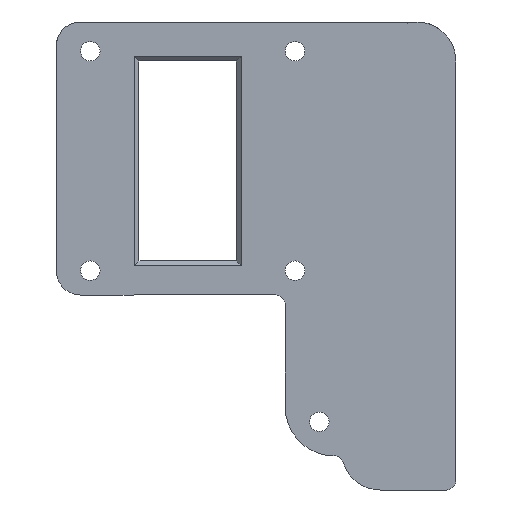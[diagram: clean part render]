
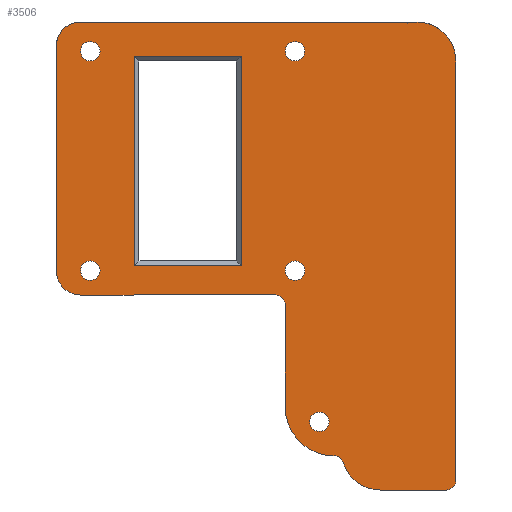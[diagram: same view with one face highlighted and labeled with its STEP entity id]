
A CAD part, front view. The second image highlights one B-rep face of the part: STEP entity #3506.
In plain terms, the highlighted planar face has unit normal (0, -1, 0).
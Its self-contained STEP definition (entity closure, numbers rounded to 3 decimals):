
#204=FACE_BOUND('',#673,.T.);
#205=FACE_BOUND('',#674,.T.);
#206=FACE_BOUND('',#675,.T.);
#207=FACE_BOUND('',#676,.T.);
#208=FACE_BOUND('',#677,.T.);
#209=FACE_BOUND('',#678,.T.);
#255=CIRCLE('',#3768,5.);
#256=CIRCLE('',#3770,2.);
#257=CIRCLE('',#3771,10.);
#258=CIRCLE('',#3772,2.);
#259=CIRCLE('',#3773,8.);
#260=CIRCLE('',#3774,2.);
#261=CIRCLE('',#3775,8.);
#262=CIRCLE('',#3776,5.);
#263=CIRCLE('',#3777,2.);
#264=CIRCLE('',#3778,2.);
#265=CIRCLE('',#3779,2.);
#266=CIRCLE('',#3780,2.);
#267=CIRCLE('',#3781,2.);
#440=FACE_OUTER_BOUND('',#672,.T.);
#672=EDGE_LOOP('',(#2431,#2432,#2433,#2434,#2435,#2436,#2437,#2438,#2439,
#2440,#2441,#2442,#2443,#2444,#2445));
#673=EDGE_LOOP('',(#2446));
#674=EDGE_LOOP('',(#2447));
#675=EDGE_LOOP('',(#2448));
#676=EDGE_LOOP('',(#2449));
#677=EDGE_LOOP('',(#2450,#2451,#2452,#2453));
#678=EDGE_LOOP('',(#2454));
#948=LINE('',#5637,#1240);
#949=LINE('',#5639,#1241);
#950=LINE('',#5643,#1242);
#951=LINE('',#5651,#1243);
#952=LINE('',#5655,#1244);
#953=LINE('',#5659,#1245);
#954=LINE('',#5662,#1246);
#955=LINE('',#5673,#1247);
#956=LINE('',#5675,#1248);
#957=LINE('',#5677,#1249);
#958=LINE('',#5678,#1250);
#1240=VECTOR('',#4267,10.);
#1241=VECTOR('',#4268,10.);
#1242=VECTOR('',#4271,10.);
#1243=VECTOR('',#4278,10.);
#1244=VECTOR('',#4281,10.);
#1245=VECTOR('',#4284,10.);
#1246=VECTOR('',#4287,10.);
#1247=VECTOR('',#4296,10.);
#1248=VECTOR('',#4297,10.);
#1249=VECTOR('',#4298,10.);
#1250=VECTOR('',#4299,10.);
#1555=VERTEX_POINT('',#5630);
#1556=VERTEX_POINT('',#5632);
#1557=VERTEX_POINT('',#5636);
#1558=VERTEX_POINT('',#5638);
#1559=VERTEX_POINT('',#5640);
#1560=VERTEX_POINT('',#5642);
#1561=VERTEX_POINT('',#5644);
#1562=VERTEX_POINT('',#5646);
#1563=VERTEX_POINT('',#5648);
#1564=VERTEX_POINT('',#5650);
#1565=VERTEX_POINT('',#5652);
#1566=VERTEX_POINT('',#5654);
#1567=VERTEX_POINT('',#5656);
#1568=VERTEX_POINT('',#5658);
#1569=VERTEX_POINT('',#5660);
#1570=VERTEX_POINT('',#5663);
#1571=VERTEX_POINT('',#5665);
#1572=VERTEX_POINT('',#5667);
#1573=VERTEX_POINT('',#5669);
#1574=VERTEX_POINT('',#5671);
#1575=VERTEX_POINT('',#5672);
#1576=VERTEX_POINT('',#5674);
#1577=VERTEX_POINT('',#5676);
#1578=VERTEX_POINT('',#5679);
#1879=EDGE_CURVE('',#1555,#1556,#255,.T.);
#1881=EDGE_CURVE('',#1555,#1557,#948,.T.);
#1882=EDGE_CURVE('',#1558,#1557,#949,.T.);
#1883=EDGE_CURVE('',#1559,#1558,#256,.T.);
#1884=EDGE_CURVE('',#1559,#1560,#950,.T.);
#1885=EDGE_CURVE('',#1561,#1560,#257,.T.);
#1886=EDGE_CURVE('',#1562,#1561,#258,.T.);
#1887=EDGE_CURVE('',#1563,#1562,#259,.T.);
#1888=EDGE_CURVE('',#1564,#1563,#951,.T.);
#1889=EDGE_CURVE('',#1565,#1564,#260,.T.);
#1890=EDGE_CURVE('',#1566,#1565,#952,.T.);
#1891=EDGE_CURVE('',#1567,#1566,#261,.T.);
#1892=EDGE_CURVE('',#1568,#1567,#953,.T.);
#1893=EDGE_CURVE('',#1569,#1568,#262,.T.);
#1894=EDGE_CURVE('',#1569,#1556,#954,.T.);
#1895=EDGE_CURVE('',#1570,#1570,#263,.T.);
#1896=EDGE_CURVE('',#1571,#1571,#264,.T.);
#1897=EDGE_CURVE('',#1572,#1572,#265,.T.);
#1898=EDGE_CURVE('',#1573,#1573,#266,.T.);
#1899=EDGE_CURVE('',#1574,#1575,#955,.T.);
#1900=EDGE_CURVE('',#1576,#1574,#956,.T.);
#1901=EDGE_CURVE('',#1577,#1576,#957,.T.);
#1902=EDGE_CURVE('',#1575,#1577,#958,.T.);
#1903=EDGE_CURVE('',#1578,#1578,#267,.T.);
#2431=ORIENTED_EDGE('',*,*,#1879,.F.);
#2432=ORIENTED_EDGE('',*,*,#1881,.T.);
#2433=ORIENTED_EDGE('',*,*,#1882,.F.);
#2434=ORIENTED_EDGE('',*,*,#1883,.F.);
#2435=ORIENTED_EDGE('',*,*,#1884,.T.);
#2436=ORIENTED_EDGE('',*,*,#1885,.F.);
#2437=ORIENTED_EDGE('',*,*,#1886,.F.);
#2438=ORIENTED_EDGE('',*,*,#1887,.F.);
#2439=ORIENTED_EDGE('',*,*,#1888,.F.);
#2440=ORIENTED_EDGE('',*,*,#1889,.F.);
#2441=ORIENTED_EDGE('',*,*,#1890,.F.);
#2442=ORIENTED_EDGE('',*,*,#1891,.F.);
#2443=ORIENTED_EDGE('',*,*,#1892,.F.);
#2444=ORIENTED_EDGE('',*,*,#1893,.F.);
#2445=ORIENTED_EDGE('',*,*,#1894,.T.);
#2446=ORIENTED_EDGE('',*,*,#1895,.F.);
#2447=ORIENTED_EDGE('',*,*,#1896,.T.);
#2448=ORIENTED_EDGE('',*,*,#1897,.F.);
#2449=ORIENTED_EDGE('',*,*,#1898,.F.);
#2450=ORIENTED_EDGE('',*,*,#1899,.F.);
#2451=ORIENTED_EDGE('',*,*,#1900,.F.);
#2452=ORIENTED_EDGE('',*,*,#1901,.F.);
#2453=ORIENTED_EDGE('',*,*,#1902,.F.);
#2454=ORIENTED_EDGE('',*,*,#1903,.T.);
#3411=PLANE('',#3769);
#3506=ADVANCED_FACE('',(#440,#204,#205,#206,#207,#208,#209),#3411,.F.);
#3768=AXIS2_PLACEMENT_3D('',#5633,#4262,#4263);
#3769=AXIS2_PLACEMENT_3D('',#5635,#4265,#4266);
#3770=AXIS2_PLACEMENT_3D('',#5641,#4269,#4270);
#3771=AXIS2_PLACEMENT_3D('',#5645,#4272,#4273);
#3772=AXIS2_PLACEMENT_3D('',#5647,#4274,#4275);
#3773=AXIS2_PLACEMENT_3D('',#5649,#4276,#4277);
#3774=AXIS2_PLACEMENT_3D('',#5653,#4279,#4280);
#3775=AXIS2_PLACEMENT_3D('',#5657,#4282,#4283);
#3776=AXIS2_PLACEMENT_3D('',#5661,#4285,#4286);
#3777=AXIS2_PLACEMENT_3D('',#5664,#4288,#4289);
#3778=AXIS2_PLACEMENT_3D('',#5666,#4290,#4291);
#3779=AXIS2_PLACEMENT_3D('',#5668,#4292,#4293);
#3780=AXIS2_PLACEMENT_3D('',#5670,#4294,#4295);
#3781=AXIS2_PLACEMENT_3D('',#5680,#4300,#4301);
#4262=DIRECTION('center_axis',(0.,1.,0.));
#4263=DIRECTION('ref_axis',(-0.707,0.,-0.707));
#4265=DIRECTION('center_axis',(0.,1.,0.));
#4266=DIRECTION('ref_axis',(1.,0.,0.));
#4267=DIRECTION('',(1.,0.,0.));
#4268=DIRECTION('',(-1.,0.,0.));
#4269=DIRECTION('center_axis',(0.,-1.,0.));
#4270=DIRECTION('ref_axis',(0.707,0.,0.707));
#4271=DIRECTION('',(0.,0.,-1.));
#4272=DIRECTION('center_axis',(0.,1.,0.));
#4273=DIRECTION('ref_axis',(-0.707,0.,-0.707));
#4274=DIRECTION('center_axis',(0.,-1.,0.));
#4275=DIRECTION('ref_axis',(0.707,0.,0.707));
#4276=DIRECTION('center_axis',(0.,1.,0.));
#4277=DIRECTION('ref_axis',(0.,0.,1.));
#4278=DIRECTION('',(-1.,0.,0.));
#4279=DIRECTION('center_axis',(0.,1.,0.));
#4280=DIRECTION('ref_axis',(0.707,0.,-0.707));
#4281=DIRECTION('',(0.,0.,-1.));
#4282=DIRECTION('center_axis',(0.,1.,0.));
#4283=DIRECTION('ref_axis',(0.707,0.,0.707));
#4284=DIRECTION('',(1.,0.,0.));
#4285=DIRECTION('center_axis',(0.,1.,0.));
#4286=DIRECTION('ref_axis',(-0.707,0.,0.707));
#4287=DIRECTION('',(0.,0.,-1.));
#4288=DIRECTION('center_axis',(0.,-1.,0.));
#4289=DIRECTION('ref_axis',(1.,0.,0.));
#4290=DIRECTION('center_axis',(0.,1.,0.));
#4291=DIRECTION('ref_axis',(-1.,0.,0.));
#4292=DIRECTION('center_axis',(0.,-1.,0.));
#4293=DIRECTION('ref_axis',(1.,0.,0.));
#4294=DIRECTION('center_axis',(0.,-1.,0.));
#4295=DIRECTION('ref_axis',(1.,0.,0.));
#4296=DIRECTION('',(1.,0.,0.));
#4297=DIRECTION('',(0.,0.,-1.));
#4298=DIRECTION('',(-1.,0.,0.));
#4299=DIRECTION('',(0.,0.,1.));
#4300=DIRECTION('center_axis',(0.,1.,0.));
#4301=DIRECTION('ref_axis',(1.,0.,0.));
#5630=CARTESIAN_POINT('',(-2.,0.,-5.));
#5632=CARTESIAN_POINT('',(-7.,0.,0.));
#5633=CARTESIAN_POINT('Origin',(-2.,0.,0.));
#5635=CARTESIAN_POINT('Origin',(20.,0.,23.));
#5636=CARTESIAN_POINT('',(9.,0.,-5.));
#5637=CARTESIAN_POINT('',(-7.,0.,-5.));
#5638=CARTESIAN_POINT('',(38.,0.,-5.));
#5639=CARTESIAN_POINT('',(15.,0.,-5.));
#5640=CARTESIAN_POINT('',(40.,0.,-7.));
#5641=CARTESIAN_POINT('Origin',(38.,0.,-7.));
#5642=CARTESIAN_POINT('',(40.,0.,-28.));
#5643=CARTESIAN_POINT('',(40.,0.,-5.));
#5644=CARTESIAN_POINT('',(50.,0.,-38.));
#5645=CARTESIAN_POINT('Origin',(50.,0.,-28.));
#5646=CARTESIAN_POINT('',(51.908,0.,-39.4));
#5647=CARTESIAN_POINT('Origin',(50.,0.,-40.));
#5648=CARTESIAN_POINT('',(59.539,0.,-45.));
#5649=CARTESIAN_POINT('Origin',(59.539,0.,-37.));
#5650=CARTESIAN_POINT('',(73.,0.,-45.));
#5651=CARTESIAN_POINT('',(75.,0.,-45.));
#5652=CARTESIAN_POINT('',(75.,0.,-43.));
#5653=CARTESIAN_POINT('Origin',(73.,0.,-43.));
#5654=CARTESIAN_POINT('',(75.,0.,43.));
#5655=CARTESIAN_POINT('',(75.,0.,-5.));
#5656=CARTESIAN_POINT('',(67.,0.,51.));
#5657=CARTESIAN_POINT('Origin',(67.,0.,43.));
#5658=CARTESIAN_POINT('',(-2.,0.,51.));
#5659=CARTESIAN_POINT('',(60.,0.,51.));
#5660=CARTESIAN_POINT('',(-7.,0.,46.));
#5661=CARTESIAN_POINT('Origin',(-2.,0.,46.));
#5662=CARTESIAN_POINT('',(-7.,0.,51.));
#5663=CARTESIAN_POINT('',(40.,0.,0.));
#5664=CARTESIAN_POINT('Origin',(42.,0.,0.));
#5665=CARTESIAN_POINT('',(49.,0.,-31.));
#5666=CARTESIAN_POINT('Origin',(47.,0.,-31.));
#5667=CARTESIAN_POINT('',(-2.,0.,45.));
#5668=CARTESIAN_POINT('Origin',(0.,0.,45.));
#5669=CARTESIAN_POINT('',(40.,0.,45.));
#5670=CARTESIAN_POINT('Origin',(42.,0.,45.));
#5671=CARTESIAN_POINT('',(9.,0.,1.));
#5672=CARTESIAN_POINT('',(31.,0.,1.));
#5673=CARTESIAN_POINT('',(15.,0.,1.));
#5674=CARTESIAN_POINT('',(9.,0.,44.));
#5675=CARTESIAN_POINT('',(9.,0.,33.));
#5676=CARTESIAN_POINT('',(31.,0.,44.));
#5677=CARTESIAN_POINT('',(25.,0.,44.));
#5678=CARTESIAN_POINT('',(31.,0.,12.5));
#5679=CARTESIAN_POINT('',(-2.,0.,0.));
#5680=CARTESIAN_POINT('Origin',(0.,0.,0.));
